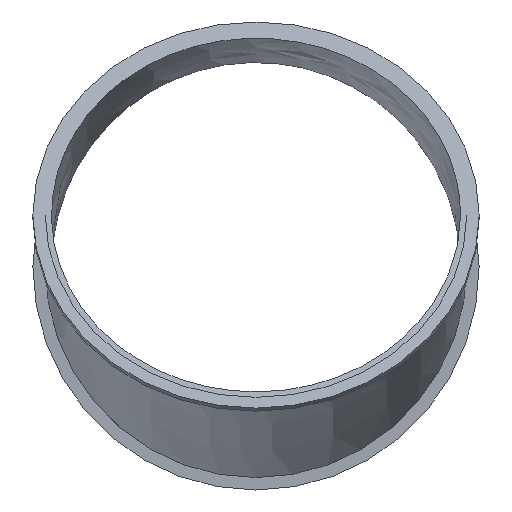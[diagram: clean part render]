
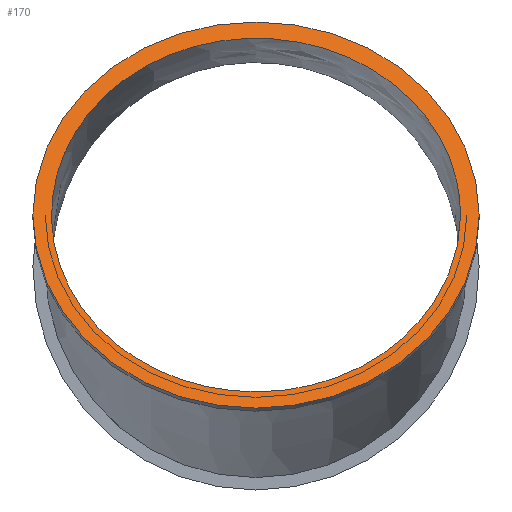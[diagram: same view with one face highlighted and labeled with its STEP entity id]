
A CAD part, top view. The second image highlights one B-rep face of the part: STEP entity #170.
In plain terms, the highlighted planar face has unit normal (0, 0.5, 0.866).
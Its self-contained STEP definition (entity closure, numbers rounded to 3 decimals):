
#21=PLANE('',#188);
#27=FACE_BOUND('',#54,.T.);
#28=FACE_BOUND('',#55,.T.);
#39=FACE_OUTER_BOUND('',#53,.T.);
#53=EDGE_LOOP('',(#150));
#54=EDGE_LOOP('',(#151));
#55=EDGE_LOOP('',(#152,#153));
#63=CIRCLE('',#181,102.);
#66=CIRCLE('',#186,108.);
#77=B_SPLINE_CURVE_WITH_KNOTS('',3,(#583,#584,#585,#586,#587,#588,#589,
#590,#591,#592,#593,#594,#595,#596,#597,#598,#599,#600,#601,#602,#603,#604,
#605,#606,#607,#608,#609,#610,#611,#612,#613,#614,#615,#616,#617,#618),
 .UNSPECIFIED.,.T.,.F.,(4,2,2,2,2,2,2,2,2,2,2,2,2,2,2,2,2,4),(0.,3.864,
7.725,11.588,15.454,19.324,23.195,
27.064,30.929,34.789,38.646,42.505,
46.369,50.243,54.116,57.98,60.168,
62.356),.UNSPECIFIED.);
#87=VERTEX_POINT('',#392);
#88=VERTEX_POINT('',#400);
#91=VERTEX_POINT('',#438);
#93=VERTEX_POINT('',#578);
#105=EDGE_CURVE('',#87,#88,#63,.T.);
#110=EDGE_CURVE('',#91,#91,#66,.T.);
#113=EDGE_CURVE('',#93,#93,#77,.T.);
#150=ORIENTED_EDGE('',*,*,#110,.F.);
#151=ORIENTED_EDGE('',*,*,#113,.T.);
#152=ORIENTED_EDGE('',*,*,#105,.F.);
#153=ORIENTED_EDGE('',*,*,#105,.T.);
#170=ADVANCED_FACE('',(#39,#27,#28),#21,.F.);
#181=AXIS2_PLACEMENT_3D('',#401,#207,#208);
#186=AXIS2_PLACEMENT_3D('',#439,#217,#218);
#188=AXIS2_PLACEMENT_3D('',#619,#221,#222);
#207=DIRECTION('center_axis',(0.,-0.5,-0.866));
#208=DIRECTION('ref_axis',(-1.,0.,0.));
#217=DIRECTION('center_axis',(0.,-0.5,-0.866));
#218=DIRECTION('ref_axis',(-1.,0.,0.));
#221=DIRECTION('center_axis',(0.,-0.5,-0.866));
#222=DIRECTION('ref_axis',(-1.,0.,0.));
#392=CARTESIAN_POINT('',(102.,26.527,99.));
#400=CARTESIAN_POINT('',(-102.,26.527,99.));
#401=CARTESIAN_POINT('Origin',(0.,26.527,99.));
#438=CARTESIAN_POINT('',(108.,26.527,99.));
#439=CARTESIAN_POINT('Origin',(0.,26.527,99.));
#578=CARTESIAN_POINT('',(99.,26.527,99.));
#583=CARTESIAN_POINT('Ctrl Pts',(85.681,69.432,74.229));
#584=CARTESIAN_POINT('Ctrl Pts',(92.138,59.782,79.8));
#585=CARTESIAN_POINT('Ctrl Pts',(96.356,49.131,85.949));
#586=CARTESIAN_POINT('Ctrl Pts',(99.833,27.035,98.707));
#587=CARTESIAN_POINT('Ctrl Pts',(99.062,15.802,105.192));
#588=CARTESIAN_POINT('Ctrl Pts',(92.588,-5.779,117.652));
#589=CARTESIAN_POINT('Ctrl Pts',(86.946,-15.919,123.506));
#590=CARTESIAN_POINT('Ctrl Pts',(71.483,-33.766,133.81));
#591=CARTESIAN_POINT('Ctrl Pts',(61.807,-41.299,138.159));
#592=CARTESIAN_POINT('Ctrl Pts',(39.657,-52.736,144.763));
#593=CARTESIAN_POINT('Ctrl Pts',(27.391,-56.528,146.952));
#594=CARTESIAN_POINT('Ctrl Pts',(1.87,-59.827,148.857));
#595=CARTESIAN_POINT('Ctrl Pts',(-11.143,-59.303,148.554));
#596=CARTESIAN_POINT('Ctrl Pts',(-36.197,-53.965,145.472));
#597=CARTESIAN_POINT('Ctrl Pts',(-48.,-49.205,142.724));
#598=CARTESIAN_POINT('Ctrl Pts',(-68.82,-36.04,135.123));
#599=CARTESIAN_POINT('Ctrl Pts',(-77.643,-27.766,130.346));
#600=CARTESIAN_POINT('Ctrl Pts',(-91.118,-8.765,119.376));
#601=CARTESIAN_POINT('Ctrl Pts',(-95.647,1.777,113.29));
#602=CARTESIAN_POINT('Ctrl Pts',(-99.782,23.765,100.595));
#603=CARTESIAN_POINT('Ctrl Pts',(-99.352,34.999,94.109));
#604=CARTESIAN_POINT('Ctrl Pts',(-93.544,56.697,81.582));
#605=CARTESIAN_POINT('Ctrl Pts',(-88.221,66.952,75.661));
#606=CARTESIAN_POINT('Ctrl Pts',(-73.33,85.136,65.162));
#607=CARTESIAN_POINT('Ctrl Pts',(-63.897,92.887,60.687));
#608=CARTESIAN_POINT('Ctrl Pts',(-42.106,104.841,53.786));
#609=CARTESIAN_POINT('Ctrl Pts',(-29.949,108.92,51.43));
#610=CARTESIAN_POINT('Ctrl Pts',(-4.517,112.809,49.185));
#611=CARTESIAN_POINT('Ctrl Pts',(8.515,112.582,49.316));
#612=CARTESIAN_POINT('Ctrl Pts',(33.712,107.82,52.065));
#613=CARTESIAN_POINT('Ctrl Pts',(45.64,103.34,54.652));
#614=CARTESIAN_POINT('Ctrl Pts',(62.248,93.422,60.378));
#615=CARTESIAN_POINT('Ctrl Pts',(67.777,89.272,62.774));
#616=CARTESIAN_POINT('Ctrl Pts',(77.68,79.995,68.13));
#617=CARTESIAN_POINT('Ctrl Pts',(82.024,74.897,71.073));
#618=CARTESIAN_POINT('Ctrl Pts',(85.681,69.432,74.229));
#619=CARTESIAN_POINT('Origin',(0.,26.527,99.));
